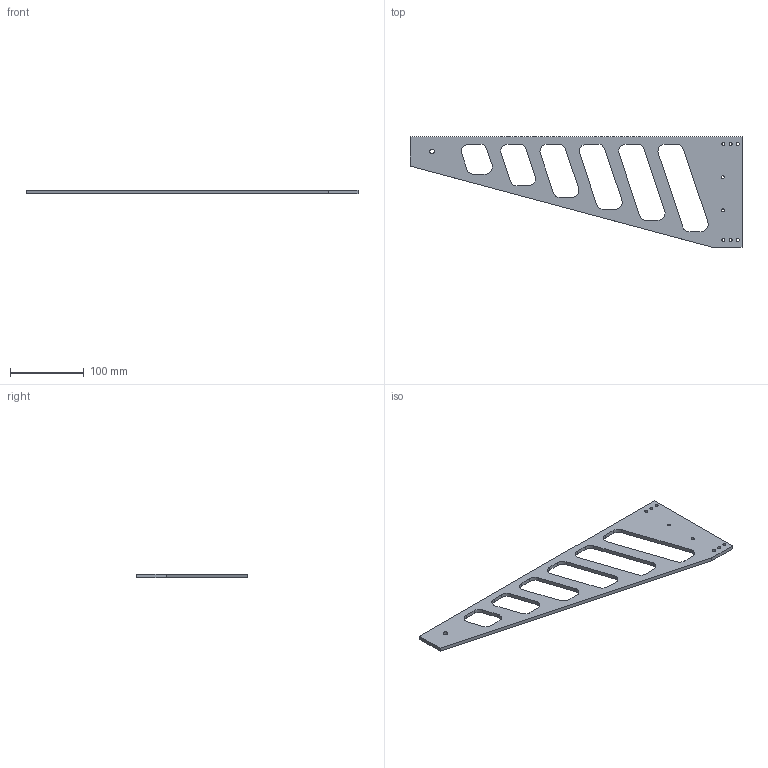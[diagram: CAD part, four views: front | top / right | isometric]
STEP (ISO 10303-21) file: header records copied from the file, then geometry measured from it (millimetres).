
FILE_DESCRIPTION (( 'STEP AP203' ), '1' );
FILE_NAME ('Tischabstuetzung.STEP', '2018-11-24T13:00:07', ( '' ), ( '' ), 'SwSTEP 2.0', 'SolidWorks 2016', '' );
FILE_SCHEMA (( 'CONFIG_CONTROL_DESIGN' ));
Length unit declared in the file: millimetre
Products named in the file (1): Tischabstuetzung
Bounding box: 450 x 150 x 5 mm (x, y, z)
Volume: 140315.2 mm3; surface area: 68852.3 mm2
Topology: 1 solids, 1 shells, 79 faces, 231 edges, 154 vertices
Faces by surface type: cylinder 48, plane 31
Entity records: 2798 total; most frequent: DIRECTION 487, CARTESIAN_POINT 465, ORIENTED_EDGE 462, EDGE_CURVE 231, AXIS2_PLACEMENT_3D 176, VERTEX_POINT 154, LINE 135, VECTOR 135
